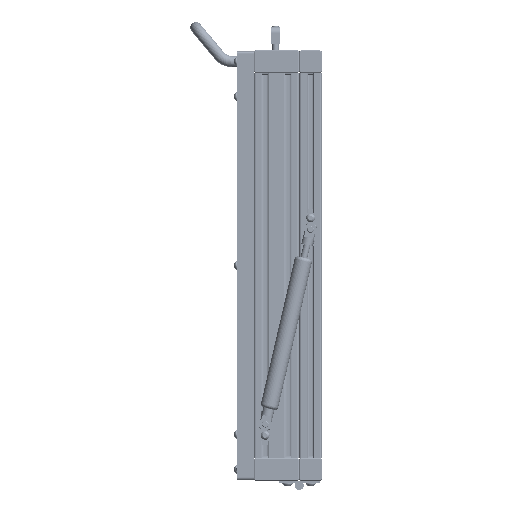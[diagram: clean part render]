
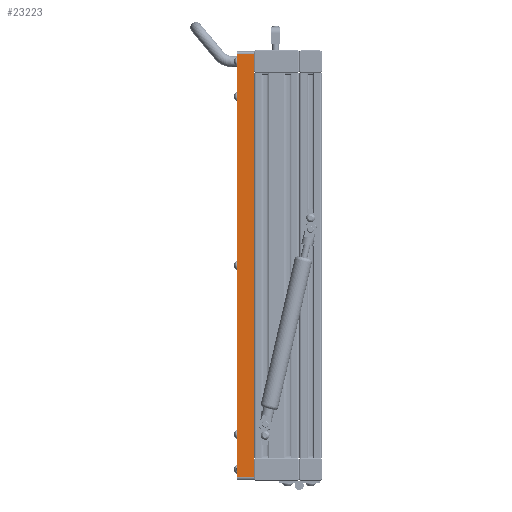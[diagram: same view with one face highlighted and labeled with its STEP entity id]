
A CAD part, left-side view. The second image highlights one B-rep face of the part: STEP entity #23223.
In plain terms, the highlighted planar face has unit normal (-1, 0, 0).
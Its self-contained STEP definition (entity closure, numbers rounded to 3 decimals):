
#59 = LINE ( 'NONE', #52755, #50438 ) ;
#3056 = DIRECTION ( 'NONE',  ( 0., 0., 1. ) ) ;
#5709 = DIRECTION ( 'NONE',  ( 1., 0., 0. ) ) ;
#6971 = CARTESIAN_POINT ( 'NONE',  ( -114., -7.5, -187. ) ) ;
#10560 = EDGE_CURVE ( 'NONE', #65691, #28673, #59, .T. ) ;
#10647 = CARTESIAN_POINT ( 'NONE',  ( -114., 7.5, -189. ) ) ;
#11359 = DIRECTION ( 'NONE',  ( 0., 0., 1. ) ) ;
#11370 = VECTOR ( 'NONE', #3056, 1000. ) ;
#13316 = VERTEX_POINT ( 'NONE', #23638 ) ;
#15809 = CARTESIAN_POINT ( 'NONE',  ( -114., 7.5, 187. ) ) ;
#17310 = EDGE_CURVE ( 'NONE', #69933, #65691, #46267, .T. ) ;
#17324 = CARTESIAN_POINT ( 'NONE',  ( -114., -7.5, 187. ) ) ;
#21937 = DIRECTION ( 'NONE',  ( 0., 0., -1. ) ) ;
#23223 = ADVANCED_FACE ( 'NONE', ( #26562 ), #66989, .F. ) ;
#23638 = CARTESIAN_POINT ( 'NONE',  ( -114., 7.5, -187. ) ) ;
#23673 = ORIENTED_EDGE ( 'NONE', *, *, #33738, .T. ) ;
#24387 = ORIENTED_EDGE ( 'NONE', *, *, #10560, .T. ) ;
#24531 = DIRECTION ( 'NONE',  ( 0., 1., 0. ) ) ;
#24788 = CARTESIAN_POINT ( 'NONE',  ( -114., 7.5, -187. ) ) ;
#25162 = AXIS2_PLACEMENT_3D ( 'NONE', #10647, #5709, #21937 ) ;
#26562 = FACE_OUTER_BOUND ( 'NONE', #45595, .T. ) ;
#28673 = VERTEX_POINT ( 'NONE', #15809 ) ;
#31127 = CARTESIAN_POINT ( 'NONE',  ( -114., 7.5, -189. ) ) ;
#33738 = EDGE_CURVE ( 'NONE', #13316, #69933, #48953, .T. ) ;
#36319 = EDGE_CURVE ( 'NONE', #13316, #28673, #60883, .T. ) ;
#39516 = CARTESIAN_POINT ( 'NONE',  ( -114., -7.5, -189. ) ) ;
#42693 = VECTOR ( 'NONE', #11359, 1000. ) ;
#43691 = ORIENTED_EDGE ( 'NONE', *, *, #36319, .F. ) ;
#45595 = EDGE_LOOP ( 'NONE', ( #64607, #24387, #43691, #23673 ) ) ;
#46267 = LINE ( 'NONE', #39516, #42693 ) ;
#47182 = VECTOR ( 'NONE', #70292, 1000. ) ;
#48953 = LINE ( 'NONE', #24788, #47182 ) ;
#50438 = VECTOR ( 'NONE', #24531, 1000. ) ;
#52755 = CARTESIAN_POINT ( 'NONE',  ( -114., 7.5, 187. ) ) ;
#60883 = LINE ( 'NONE', #31127, #11370 ) ;
#64607 = ORIENTED_EDGE ( 'NONE', *, *, #17310, .T. ) ;
#65691 = VERTEX_POINT ( 'NONE', #17324 ) ;
#66989 = PLANE ( 'NONE',  #25162 ) ;
#69933 = VERTEX_POINT ( 'NONE', #6971 ) ;
#70292 = DIRECTION ( 'NONE',  ( 0., -1., 0. ) ) ;
